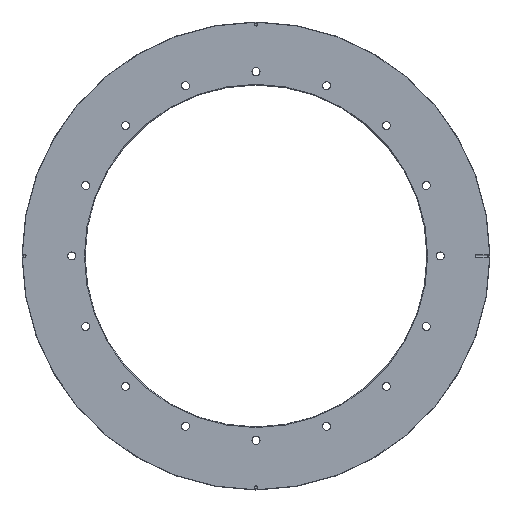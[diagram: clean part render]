
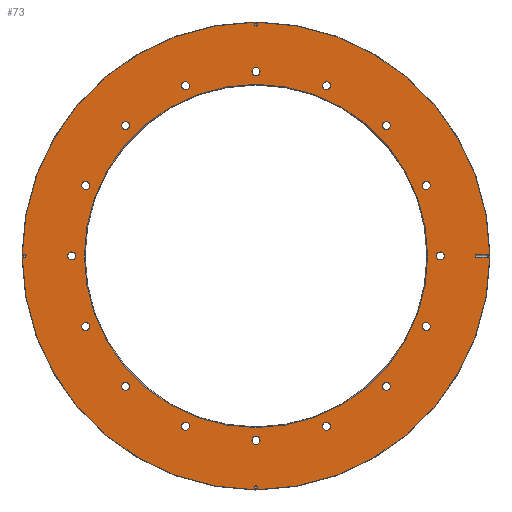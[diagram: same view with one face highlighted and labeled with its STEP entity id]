
A CAD part, top view. The second image highlights one B-rep face of the part: STEP entity #73.
In plain terms, the highlighted planar face has unit normal (0, 0, 1).
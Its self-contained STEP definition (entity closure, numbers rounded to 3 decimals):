
#73=ADVANCED_FACE('',(#137,#138,#139,#140,#141,#142,#143,#144,#145,#146,
#147,#148,#149,#150,#151,#152,#153,#154,#155,#156,#157,#158),#108,.T.);
#108=PLANE('',#640);
#115=LINE('',#879,#126);
#116=LINE('',#882,#127);
#117=LINE('',#886,#128);
#118=LINE('',#888,#129);
#119=LINE('',#890,#130);
#120=LINE('',#894,#131);
#126=VECTOR('',#703,1.);
#127=VECTOR('',#704,1.);
#128=VECTOR('',#707,1.);
#129=VECTOR('',#708,1.);
#130=VECTOR('',#709,1.);
#131=VECTOR('',#712,1.);
#137=FACE_BOUND('',#233,.T.);
#138=FACE_BOUND('',#234,.T.);
#139=FACE_BOUND('',#235,.T.);
#140=FACE_BOUND('',#236,.T.);
#141=FACE_BOUND('',#237,.T.);
#142=FACE_BOUND('',#238,.T.);
#143=FACE_BOUND('',#239,.T.);
#144=FACE_BOUND('',#240,.T.);
#145=FACE_BOUND('',#241,.T.);
#146=FACE_BOUND('',#242,.T.);
#147=FACE_BOUND('',#243,.T.);
#148=FACE_BOUND('',#244,.T.);
#149=FACE_BOUND('',#245,.T.);
#150=FACE_BOUND('',#246,.T.);
#151=FACE_BOUND('',#247,.T.);
#152=FACE_BOUND('',#248,.T.);
#153=FACE_BOUND('',#249,.T.);
#154=FACE_BOUND('',#250,.T.);
#155=FACE_BOUND('',#251,.T.);
#156=FACE_BOUND('',#252,.T.);
#157=FACE_BOUND('',#253,.T.);
#158=FACE_BOUND('',#254,.T.);
#233=EDGE_LOOP('',(#330));
#234=EDGE_LOOP('',(#331,#332,#333,#334,#335,#336,#337,#338));
#235=EDGE_LOOP('',(#339));
#236=EDGE_LOOP('',(#340));
#237=EDGE_LOOP('',(#341));
#238=EDGE_LOOP('',(#342));
#239=EDGE_LOOP('',(#343));
#240=EDGE_LOOP('',(#344));
#241=EDGE_LOOP('',(#345));
#242=EDGE_LOOP('',(#346));
#243=EDGE_LOOP('',(#347));
#244=EDGE_LOOP('',(#348));
#245=EDGE_LOOP('',(#349));
#246=EDGE_LOOP('',(#350));
#247=EDGE_LOOP('',(#351));
#248=EDGE_LOOP('',(#352));
#249=EDGE_LOOP('',(#353));
#250=EDGE_LOOP('',(#354));
#251=EDGE_LOOP('',(#355));
#252=EDGE_LOOP('',(#356));
#253=EDGE_LOOP('',(#357));
#254=EDGE_LOOP('',(#358));
#330=ORIENTED_EDGE('',*,*,#509,.T.);
#331=ORIENTED_EDGE('',*,*,#510,.F.);
#332=ORIENTED_EDGE('',*,*,#511,.F.);
#333=ORIENTED_EDGE('',*,*,#512,.T.);
#334=ORIENTED_EDGE('',*,*,#513,.F.);
#335=ORIENTED_EDGE('',*,*,#514,.T.);
#336=ORIENTED_EDGE('',*,*,#515,.T.);
#337=ORIENTED_EDGE('',*,*,#516,.T.);
#338=ORIENTED_EDGE('',*,*,#517,.T.);
#339=ORIENTED_EDGE('',*,*,#518,.T.);
#340=ORIENTED_EDGE('',*,*,#519,.T.);
#341=ORIENTED_EDGE('',*,*,#520,.T.);
#342=ORIENTED_EDGE('',*,*,#521,.T.);
#343=ORIENTED_EDGE('',*,*,#522,.T.);
#344=ORIENTED_EDGE('',*,*,#523,.T.);
#345=ORIENTED_EDGE('',*,*,#524,.T.);
#346=ORIENTED_EDGE('',*,*,#525,.T.);
#347=ORIENTED_EDGE('',*,*,#526,.T.);
#348=ORIENTED_EDGE('',*,*,#527,.T.);
#349=ORIENTED_EDGE('',*,*,#528,.T.);
#350=ORIENTED_EDGE('',*,*,#529,.T.);
#351=ORIENTED_EDGE('',*,*,#530,.T.);
#352=ORIENTED_EDGE('',*,*,#531,.T.);
#353=ORIENTED_EDGE('',*,*,#532,.T.);
#354=ORIENTED_EDGE('',*,*,#533,.T.);
#355=ORIENTED_EDGE('',*,*,#534,.T.);
#356=ORIENTED_EDGE('',*,*,#535,.T.);
#357=ORIENTED_EDGE('',*,*,#536,.T.);
#358=ORIENTED_EDGE('',*,*,#537,.T.);
#450=VERTEX_POINT('',#878);
#451=VERTEX_POINT('',#880);
#452=VERTEX_POINT('',#881);
#453=VERTEX_POINT('',#883);
#454=VERTEX_POINT('',#885);
#455=VERTEX_POINT('',#887);
#456=VERTEX_POINT('',#889);
#457=VERTEX_POINT('',#891);
#458=VERTEX_POINT('',#893);
#459=VERTEX_POINT('',#896);
#460=VERTEX_POINT('',#898);
#461=VERTEX_POINT('',#900);
#462=VERTEX_POINT('',#902);
#463=VERTEX_POINT('',#904);
#464=VERTEX_POINT('',#906);
#465=VERTEX_POINT('',#908);
#466=VERTEX_POINT('',#910);
#467=VERTEX_POINT('',#912);
#468=VERTEX_POINT('',#914);
#469=VERTEX_POINT('',#916);
#470=VERTEX_POINT('',#918);
#471=VERTEX_POINT('',#920);
#472=VERTEX_POINT('',#922);
#473=VERTEX_POINT('',#924);
#474=VERTEX_POINT('',#926);
#475=VERTEX_POINT('',#928);
#476=VERTEX_POINT('',#930);
#477=VERTEX_POINT('',#932);
#478=VERTEX_POINT('',#934);
#509=EDGE_CURVE('',#450,#450,#569,.T.);
#510=EDGE_CURVE('',#451,#452,#115,.T.);
#511=EDGE_CURVE('',#453,#451,#116,.T.);
#512=EDGE_CURVE('',#453,#454,#570,.T.);
#513=EDGE_CURVE('',#455,#454,#117,.T.);
#514=EDGE_CURVE('',#455,#456,#118,.T.);
#515=EDGE_CURVE('',#456,#457,#119,.T.);
#516=EDGE_CURVE('',#457,#458,#571,.T.);
#517=EDGE_CURVE('',#458,#452,#120,.T.);
#518=EDGE_CURVE('',#459,#459,#572,.T.);
#519=EDGE_CURVE('',#460,#460,#573,.T.);
#520=EDGE_CURVE('',#461,#461,#574,.T.);
#521=EDGE_CURVE('',#462,#462,#575,.T.);
#522=EDGE_CURVE('',#463,#463,#576,.T.);
#523=EDGE_CURVE('',#464,#464,#577,.T.);
#524=EDGE_CURVE('',#465,#465,#578,.T.);
#525=EDGE_CURVE('',#466,#466,#579,.T.);
#526=EDGE_CURVE('',#467,#467,#580,.T.);
#527=EDGE_CURVE('',#468,#468,#581,.T.);
#528=EDGE_CURVE('',#469,#469,#582,.T.);
#529=EDGE_CURVE('',#470,#470,#583,.T.);
#530=EDGE_CURVE('',#471,#471,#584,.T.);
#531=EDGE_CURVE('',#472,#472,#585,.T.);
#532=EDGE_CURVE('',#473,#473,#586,.T.);
#533=EDGE_CURVE('',#474,#474,#587,.T.);
#534=EDGE_CURVE('',#475,#475,#588,.T.);
#535=EDGE_CURVE('',#476,#476,#589,.T.);
#536=EDGE_CURVE('',#477,#477,#590,.T.);
#537=EDGE_CURVE('',#478,#478,#591,.T.);
#569=CIRCLE('',#617,1.);
#570=CIRCLE('',#618,1.);
#571=CIRCLE('',#619,1.);
#572=CIRCLE('',#620,128.505);
#573=CIRCLE('',#621,175.);
#574=CIRCLE('',#622,3.);
#575=CIRCLE('',#623,3.);
#576=CIRCLE('',#624,3.);
#577=CIRCLE('',#625,3.);
#578=CIRCLE('',#626,3.);
#579=CIRCLE('',#627,3.);
#580=CIRCLE('',#628,3.);
#581=CIRCLE('',#629,3.);
#582=CIRCLE('',#630,3.);
#583=CIRCLE('',#631,3.);
#584=CIRCLE('',#632,3.);
#585=CIRCLE('',#633,3.);
#586=CIRCLE('',#634,3.);
#587=CIRCLE('',#635,3.);
#588=CIRCLE('',#636,3.);
#589=CIRCLE('',#637,3.);
#590=CIRCLE('',#638,1.);
#591=CIRCLE('',#639,1.);
#617=AXIS2_PLACEMENT_3D('',#877,#701,#702);
#618=AXIS2_PLACEMENT_3D('',#884,#705,#706);
#619=AXIS2_PLACEMENT_3D('',#892,#710,#711);
#620=AXIS2_PLACEMENT_3D('',#895,#713,#714);
#621=AXIS2_PLACEMENT_3D('',#897,#715,#716);
#622=AXIS2_PLACEMENT_3D('',#899,#717,#718);
#623=AXIS2_PLACEMENT_3D('',#901,#719,#720);
#624=AXIS2_PLACEMENT_3D('',#903,#721,#722);
#625=AXIS2_PLACEMENT_3D('',#905,#723,#724);
#626=AXIS2_PLACEMENT_3D('',#907,#725,#726);
#627=AXIS2_PLACEMENT_3D('',#909,#727,#728);
#628=AXIS2_PLACEMENT_3D('',#911,#729,#730);
#629=AXIS2_PLACEMENT_3D('',#913,#731,#732);
#630=AXIS2_PLACEMENT_3D('',#915,#733,#734);
#631=AXIS2_PLACEMENT_3D('',#917,#735,#736);
#632=AXIS2_PLACEMENT_3D('',#919,#737,#738);
#633=AXIS2_PLACEMENT_3D('',#921,#739,#740);
#634=AXIS2_PLACEMENT_3D('',#923,#741,#742);
#635=AXIS2_PLACEMENT_3D('',#925,#743,#744);
#636=AXIS2_PLACEMENT_3D('',#927,#745,#746);
#637=AXIS2_PLACEMENT_3D('',#929,#747,#748);
#638=AXIS2_PLACEMENT_3D('',#931,#749,#750);
#639=AXIS2_PLACEMENT_3D('',#933,#751,#752);
#640=AXIS2_PLACEMENT_3D('',#935,#753,#754);
#701=DIRECTION('',(0.,0.,-1.));
#702=DIRECTION('',(0.,-1.,0.));
#703=DIRECTION('',(1.,0.,0.));
#704=DIRECTION('',(0.,-1.,0.));
#705=DIRECTION('',(0.,0.,-1.));
#706=DIRECTION('',(-1.,0.,0.));
#707=DIRECTION('',(0.,-1.,0.));
#708=DIRECTION('',(1.,0.,0.));
#709=DIRECTION('',(0.,-1.,0.));
#710=DIRECTION('',(0.,0.,-1.));
#711=DIRECTION('',(-1.,0.,0.));
#712=DIRECTION('',(0.,-1.,0.));
#713=DIRECTION('',(0.,0.,-1.));
#714=DIRECTION('',(1.,0.,0.));
#715=DIRECTION('',(0.,0.,1.));
#716=DIRECTION('',(1.,0.,0.));
#717=DIRECTION('',(0.,0.,-1.));
#718=DIRECTION('',(-0.924,0.383,0.));
#719=DIRECTION('',(0.,0.,-1.));
#720=DIRECTION('',(-0.707,0.707,0.));
#721=DIRECTION('',(0.,0.,-1.));
#722=DIRECTION('',(-0.383,0.924,0.));
#723=DIRECTION('',(0.,0.,-1.));
#724=DIRECTION('',(0.,1.,0.));
#725=DIRECTION('',(0.,0.,-1.));
#726=DIRECTION('',(0.383,0.924,0.));
#727=DIRECTION('',(0.,0.,-1.));
#728=DIRECTION('',(0.707,0.707,0.));
#729=DIRECTION('',(0.,0.,-1.));
#730=DIRECTION('',(0.924,0.383,0.));
#731=DIRECTION('',(0.,0.,-1.));
#732=DIRECTION('',(1.,0.,0.));
#733=DIRECTION('',(0.,0.,-1.));
#734=DIRECTION('',(0.924,-0.383,0.));
#735=DIRECTION('',(0.,0.,-1.));
#736=DIRECTION('',(0.707,-0.707,0.));
#737=DIRECTION('',(0.,0.,-1.));
#738=DIRECTION('',(0.383,-0.924,0.));
#739=DIRECTION('',(0.,0.,-1.));
#740=DIRECTION('',(0.,-1.,0.));
#741=DIRECTION('',(0.,0.,-1.));
#742=DIRECTION('',(-0.383,-0.924,0.));
#743=DIRECTION('',(0.,0.,-1.));
#744=DIRECTION('',(-0.707,-0.707,0.));
#745=DIRECTION('',(0.,0.,-1.));
#746=DIRECTION('',(-0.924,-0.383,0.));
#747=DIRECTION('',(0.,0.,-1.));
#748=DIRECTION('',(-1.,0.,0.));
#749=DIRECTION('',(0.,0.,-1.));
#750=DIRECTION('',(-1.,0.,0.));
#751=DIRECTION('',(0.,0.,-1.));
#752=DIRECTION('',(1.,0.,0.));
#753=DIRECTION('',(0.,0.,1.));
#754=DIRECTION('',(1.,0.,0.));
#877=CARTESIAN_POINT('',(-173.2,0.,10.));
#878=CARTESIAN_POINT('',(-173.2,-1.,10.));
#879=CARTESIAN_POINT('',(165.15,-1.,10.));
#880=CARTESIAN_POINT('',(165.15,-1.,10.));
#881=CARTESIAN_POINT('',(173.15,-1.,10.));
#882=CARTESIAN_POINT('',(165.15,1.,10.));
#883=CARTESIAN_POINT('',(165.15,-0.999,10.));
#884=CARTESIAN_POINT('',(165.2,0.,10.));
#885=CARTESIAN_POINT('',(165.15,0.999,10.));
#886=CARTESIAN_POINT('',(165.15,1.,10.));
#887=CARTESIAN_POINT('',(165.15,1.,10.));
#888=CARTESIAN_POINT('',(165.15,1.,10.));
#889=CARTESIAN_POINT('',(173.15,1.,10.));
#890=CARTESIAN_POINT('',(173.15,1.,10.));
#891=CARTESIAN_POINT('',(173.15,0.999,10.));
#892=CARTESIAN_POINT('',(173.2,0.,10.));
#893=CARTESIAN_POINT('',(173.15,-0.999,10.));
#894=CARTESIAN_POINT('',(173.15,1.,10.));
#895=CARTESIAN_POINT('',(0.,0.,10.));
#896=CARTESIAN_POINT('',(128.505,0.,10.));
#897=CARTESIAN_POINT('',(0.,0.,10.));
#898=CARTESIAN_POINT('',(175.,0.,10.));
#899=CARTESIAN_POINT('',(127.495,-52.81,10.));
#900=CARTESIAN_POINT('',(124.724,-51.662,10.));
#901=CARTESIAN_POINT('',(97.581,-97.581,10.));
#902=CARTESIAN_POINT('',(95.459,-95.459,10.));
#903=CARTESIAN_POINT('',(52.81,-127.495,10.));
#904=CARTESIAN_POINT('',(51.662,-124.724,10.));
#905=CARTESIAN_POINT('',(0.,-138.,10.));
#906=CARTESIAN_POINT('',(0.,-135.,10.));
#907=CARTESIAN_POINT('',(-52.81,-127.495,10.));
#908=CARTESIAN_POINT('',(-51.662,-124.724,10.));
#909=CARTESIAN_POINT('',(-97.581,-97.581,10.));
#910=CARTESIAN_POINT('',(-95.459,-95.459,10.));
#911=CARTESIAN_POINT('',(-127.495,-52.81,10.));
#912=CARTESIAN_POINT('',(-124.724,-51.662,10.));
#913=CARTESIAN_POINT('',(-138.,0.,10.));
#914=CARTESIAN_POINT('',(-135.,0.,10.));
#915=CARTESIAN_POINT('',(-127.495,52.81,10.));
#916=CARTESIAN_POINT('',(-124.724,51.662,10.));
#917=CARTESIAN_POINT('',(-97.581,97.581,10.));
#918=CARTESIAN_POINT('',(-95.459,95.459,10.));
#919=CARTESIAN_POINT('',(-52.81,127.495,10.));
#920=CARTESIAN_POINT('',(-51.662,124.724,10.));
#921=CARTESIAN_POINT('',(0.,138.,10.));
#922=CARTESIAN_POINT('',(0.,135.,10.));
#923=CARTESIAN_POINT('',(52.81,127.495,10.));
#924=CARTESIAN_POINT('',(51.662,124.724,10.));
#925=CARTESIAN_POINT('',(97.581,97.581,10.));
#926=CARTESIAN_POINT('',(95.459,95.459,10.));
#927=CARTESIAN_POINT('',(127.495,52.81,10.));
#928=CARTESIAN_POINT('',(124.724,51.662,10.));
#929=CARTESIAN_POINT('',(138.,0.,10.));
#930=CARTESIAN_POINT('',(135.,0.,10.));
#931=CARTESIAN_POINT('',(0.,173.2,10.));
#932=CARTESIAN_POINT('',(-1.,173.2,10.));
#933=CARTESIAN_POINT('',(0.,-173.2,10.));
#934=CARTESIAN_POINT('',(1.,-173.2,10.));
#935=CARTESIAN_POINT('',(0.,0.,10.));
